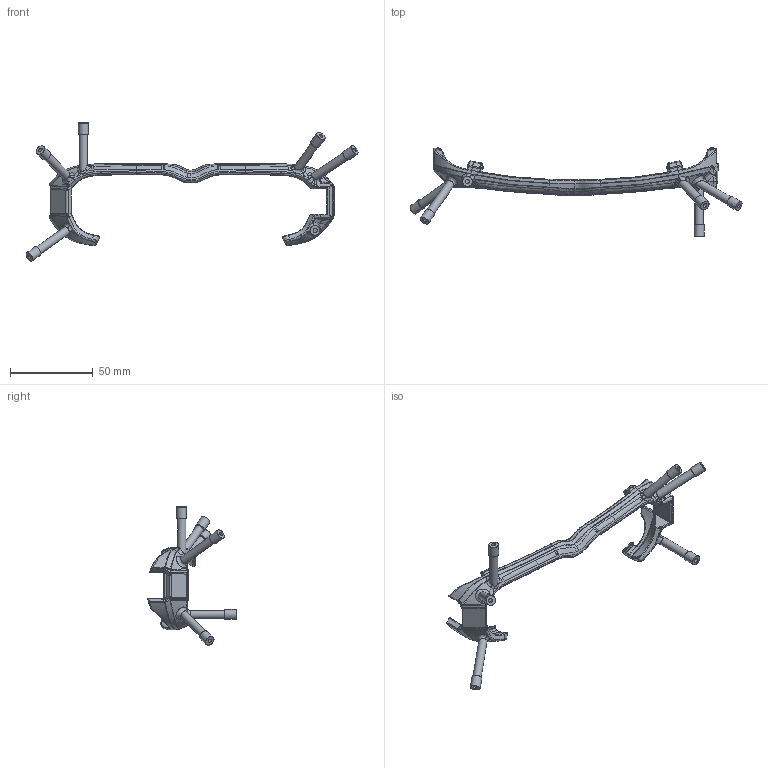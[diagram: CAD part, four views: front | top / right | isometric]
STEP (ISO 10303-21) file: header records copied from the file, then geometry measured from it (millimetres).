
FILE_DESCRIPTION (( 'STEP AP203' ), '1' );
FILE_NAME ('SD5675 Target TU Wien Rev_A Standard.STEP', '2023-02-17T15:19:09', ( '' ), ( '' ), 'SwSTEP 2.0', 'SolidWorks 2021', '' );
FILE_SCHEMA (( 'CONFIG_CONTROL_DESIGN' ));
Products named in the file (1): SD5675 Target TU Wien Rev_A Standard
Bounding box: 200.59 x 53.49 x 83.55 mm (x, y, z)
Volume: 18489.6 mm3; surface area: 13003.1 mm2
Topology: 1 solids, 1 shells, 946 faces, 2342 edges, 1359 vertices
Faces by surface type: bspline 813, plane 53, cylinder 44, torus 19, sphere 17
Full cylindrical faces by diameter (mm): 2.46 x6, 5 x6, 6 x6
Entity records: 86135 total; most frequent: CARTESIAN_POINT 70809, ORIENTED_EDGE 4498, EDGE_CURVE 2249, B_SPLINE_CURVE_WITH_KNOTS 1811, VERTEX_POINT 1353, DIRECTION 1043, EDGE_LOOP 994, FACE_OUTER_BOUND 982
